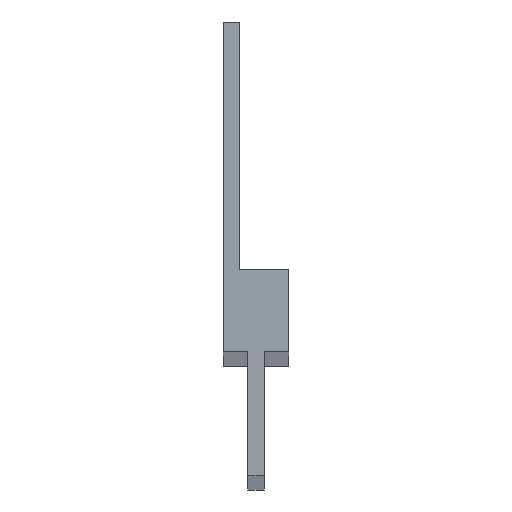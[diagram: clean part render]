
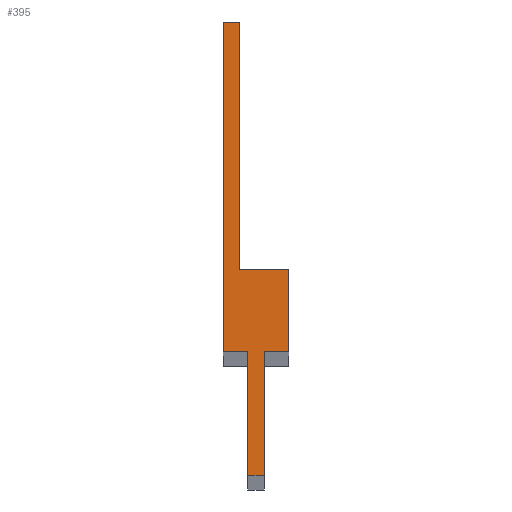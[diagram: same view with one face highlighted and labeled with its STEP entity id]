
A CAD part, top view. The second image highlights one B-rep face of the part: STEP entity #395.
In plain terms, the highlighted planar face has unit normal (0, 0, 1).
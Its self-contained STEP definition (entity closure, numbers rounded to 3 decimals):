
#83=CARTESIAN_POINT('',(3.,-15.0,1000.0));
#84=VERTEX_POINT('',#83);
#91=CARTESIAN_POINT('',(3.0,0.,1000.0));
#92=VERTEX_POINT('',#91);
#93=CARTESIAN_POINT('',(3.0,0.,1000.0));
#94=DIRECTION('',(0.0,-1.0,0.0));
#95=VECTOR('',#94,15.0);
#96=LINE('',#93,#95);
#97=EDGE_CURVE('',#92,#84,#96,.T.);
#121=CARTESIAN_POINT('',(5.,-15.0,1000.0));
#122=VERTEX_POINT('',#121);
#129=CARTESIAN_POINT('',(3.,-15.0,1000.0));
#130=DIRECTION('',(1.0,0.0,0.0));
#131=VECTOR('',#130,2.0);
#132=LINE('',#129,#131);
#133=EDGE_CURVE('',#84,#122,#132,.T.);
#152=CARTESIAN_POINT('',(5.,0.0,1000.0));
#153=VERTEX_POINT('',#152);
#160=CARTESIAN_POINT('',(5.,-15.0,1000.0));
#161=DIRECTION('',(0.0,1.0,0.0));
#162=VECTOR('',#161,15.0);
#163=LINE('',#160,#162);
#164=EDGE_CURVE('',#122,#153,#163,.T.);
#184=CARTESIAN_POINT('',(8.0,0.0,1000.0));
#185=VERTEX_POINT('',#184);
#192=CARTESIAN_POINT('',(5.,0.0,1000.0));
#193=DIRECTION('',(1.0,0.0,0.0));
#194=VECTOR('',#193,3.);
#195=LINE('',#192,#194);
#196=EDGE_CURVE('',#153,#185,#195,.T.);
#207=CARTESIAN_POINT('',(0.0,0.0,1000.0));
#208=VERTEX_POINT('',#207);
#209=CARTESIAN_POINT('',(0.0,0.0,1000.0));
#210=DIRECTION('',(1.0,0.0,0.0));
#211=VECTOR('',#210,3.0);
#212=LINE('',#209,#211);
#213=EDGE_CURVE('',#208,#92,#212,.T.);
#246=CARTESIAN_POINT('',(0.,40.0,1000.0));
#247=VERTEX_POINT('',#246);
#248=CARTESIAN_POINT('',(0.,40.0,1000.0));
#249=DIRECTION('',(0.0,-1.0,0.0));
#250=VECTOR('',#249,40.0);
#251=LINE('',#248,#250);
#252=EDGE_CURVE('',#247,#208,#251,.T.);
#277=CARTESIAN_POINT('',(2.0,40.0,1000.0));
#278=VERTEX_POINT('',#277);
#279=CARTESIAN_POINT('',(2.0,40.0,1000.0));
#280=DIRECTION('',(-1.0,0.0,0.0));
#281=VECTOR('',#280,2.0);
#282=LINE('',#279,#281);
#283=EDGE_CURVE('',#278,#247,#282,.T.);
#308=CARTESIAN_POINT('',(2.0,10.0,1000.0));
#309=VERTEX_POINT('',#308);
#310=CARTESIAN_POINT('',(2.0,10.0,1000.0));
#311=DIRECTION('',(0.0,1.0,0.0));
#312=VECTOR('',#311,30.0);
#313=LINE('',#310,#312);
#314=EDGE_CURVE('',#309,#278,#313,.T.);
#339=CARTESIAN_POINT('',(8.0,10.0,1000.0));
#340=VERTEX_POINT('',#339);
#341=CARTESIAN_POINT('',(8.0,10.0,1000.0));
#342=DIRECTION('',(-1.0,0.0,0.0));
#343=VECTOR('',#342,6.);
#344=LINE('',#341,#343);
#345=EDGE_CURVE('',#340,#309,#344,.T.);
#368=CARTESIAN_POINT('',(8.0,0.0,1000.0));
#369=DIRECTION('',(0.0,1.0,0.0));
#370=VECTOR('',#369,10.0);
#371=LINE('',#368,#370);
#372=EDGE_CURVE('',#185,#340,#371,.T.);
#378=CARTESIAN_POINT('',(2.125,18.125,1000.0));
#379=DIRECTION('',(0.0,0.0,1.0));
#380=DIRECTION('',(1.0,0.0,0.0));
#381=AXIS2_PLACEMENT_3D('',#378,#379,#380);
#382=PLANE('',#381);
#383=ORIENTED_EDGE('',*,*,#213,.T.);
#384=ORIENTED_EDGE('',*,*,#97,.T.);
#385=ORIENTED_EDGE('',*,*,#133,.T.);
#386=ORIENTED_EDGE('',*,*,#164,.T.);
#387=ORIENTED_EDGE('',*,*,#196,.T.);
#388=ORIENTED_EDGE('',*,*,#372,.T.);
#389=ORIENTED_EDGE('',*,*,#345,.T.);
#390=ORIENTED_EDGE('',*,*,#314,.T.);
#391=ORIENTED_EDGE('',*,*,#283,.T.);
#392=ORIENTED_EDGE('',*,*,#252,.T.);
#393=EDGE_LOOP('',(#383,#384,#385,#386,#387,#388,#389,#390,#391,#392));
#394=FACE_OUTER_BOUND('',#393,.T.);
#395=ADVANCED_FACE('',(#394),#382,.T.);
